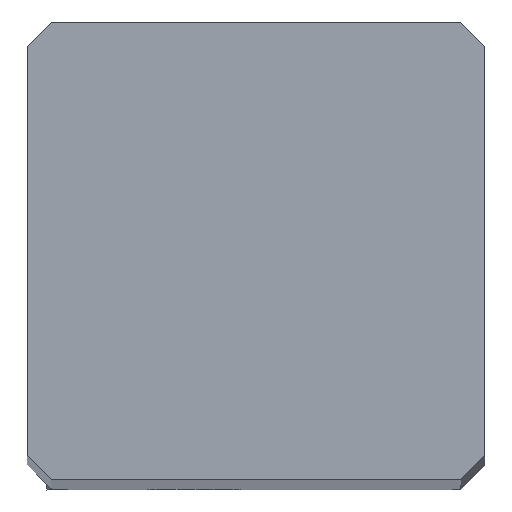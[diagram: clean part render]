
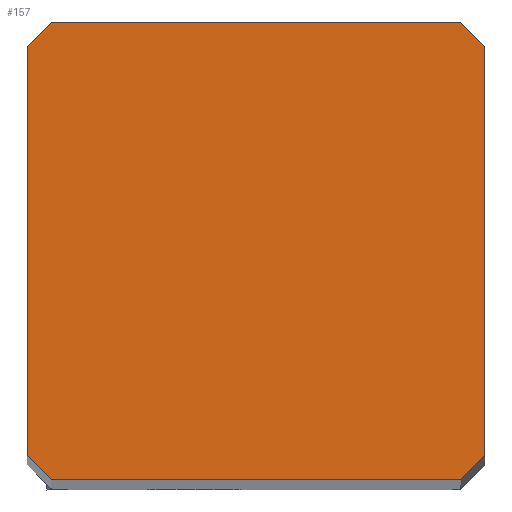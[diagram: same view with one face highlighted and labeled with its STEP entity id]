
A CAD part, top view. The second image highlights one B-rep face of the part: STEP entity #157.
In plain terms, the highlighted planar face has unit normal (0, 0, 1).
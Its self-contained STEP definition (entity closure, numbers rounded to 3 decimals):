
#101=FACE_OUTER_BOUND('',#246,.T.);
#157=ADVANCED_FACE('',(#101),#215,.T.);
#215=PLANE('',#1194);
#246=EDGE_LOOP('',(#499,#500,#501,#502,#503,#504,#505,#506));
#307=LINE('',#1650,#395);
#317=LINE('',#1674,#405);
#318=LINE('',#1676,#406);
#319=LINE('',#1677,#407);
#320=LINE('',#1679,#408);
#321=LINE('',#1681,#409);
#322=LINE('',#1683,#410);
#323=LINE('',#1685,#411);
#395=VECTOR('',#1325,1.);
#405=VECTOR('',#1343,1.);
#406=VECTOR('',#1346,1.);
#407=VECTOR('',#1347,1.);
#408=VECTOR('',#1348,1.);
#409=VECTOR('',#1349,1.);
#410=VECTOR('',#1350,1.);
#411=VECTOR('',#1351,1.);
#499=ORIENTED_EDGE('',*,*,#923,.F.);
#500=ORIENTED_EDGE('',*,*,#924,.T.);
#501=ORIENTED_EDGE('',*,*,#911,.T.);
#502=ORIENTED_EDGE('',*,*,#925,.T.);
#503=ORIENTED_EDGE('',*,*,#926,.F.);
#504=ORIENTED_EDGE('',*,*,#927,.T.);
#505=ORIENTED_EDGE('',*,*,#928,.T.);
#506=ORIENTED_EDGE('',*,*,#929,.T.);
#804=VERTEX_POINT('',#1649);
#805=VERTEX_POINT('',#1651);
#813=VERTEX_POINT('',#1671);
#814=VERTEX_POINT('',#1673);
#815=VERTEX_POINT('',#1678);
#816=VERTEX_POINT('',#1680);
#817=VERTEX_POINT('',#1682);
#818=VERTEX_POINT('',#1684);
#911=EDGE_CURVE('',#805,#804,#307,.T.);
#923=EDGE_CURVE('',#814,#813,#317,.T.);
#924=EDGE_CURVE('',#814,#805,#318,.T.);
#925=EDGE_CURVE('',#804,#815,#319,.T.);
#926=EDGE_CURVE('',#816,#815,#320,.T.);
#927=EDGE_CURVE('',#816,#817,#321,.T.);
#928=EDGE_CURVE('',#817,#818,#322,.T.);
#929=EDGE_CURVE('',#818,#813,#323,.T.);
#1194=AXIS2_PLACEMENT_3D('',#1686,#1352,#1353);
#1325=DIRECTION('',(1.,0.,0.));
#1343=DIRECTION('',(0.,1.,0.));
#1346=DIRECTION('',(0.707,-0.707,0.));
#1347=DIRECTION('',(0.707,0.707,0.));
#1348=DIRECTION('',(0.,-1.,0.));
#1349=DIRECTION('',(-0.707,0.707,0.));
#1350=DIRECTION('',(-1.,0.,0.));
#1351=DIRECTION('',(-0.707,-0.707,0.));
#1352=DIRECTION('',(0.,0.,1.));
#1353=DIRECTION('',(1.,0.,0.));
#1649=CARTESIAN_POINT('',(-0.5,0.,0.));
#1650=CARTESIAN_POINT('',(-9.025,0.,0.));
#1651=CARTESIAN_POINT('',(-9.025,0.,0.));
#1671=CARTESIAN_POINT('',(-9.525,9.025,0.));
#1673=CARTESIAN_POINT('',(-9.525,0.5,0.));
#1674=CARTESIAN_POINT('',(-9.525,0.5,0.));
#1676=CARTESIAN_POINT('',(-9.525,0.5,0.));
#1677=CARTESIAN_POINT('',(-0.5,0.,0.));
#1678=CARTESIAN_POINT('',(0.,0.5,0.));
#1679=CARTESIAN_POINT('',(0.,9.025,0.));
#1680=CARTESIAN_POINT('',(0.,9.025,0.));
#1681=CARTESIAN_POINT('',(0.,9.025,0.));
#1682=CARTESIAN_POINT('',(-0.5,9.525,0.));
#1683=CARTESIAN_POINT('',(-0.5,9.525,0.));
#1684=CARTESIAN_POINT('',(-9.025,9.525,0.));
#1685=CARTESIAN_POINT('',(-9.025,9.525,0.));
#1686=CARTESIAN_POINT('',(-4.763,4.763,0.));
